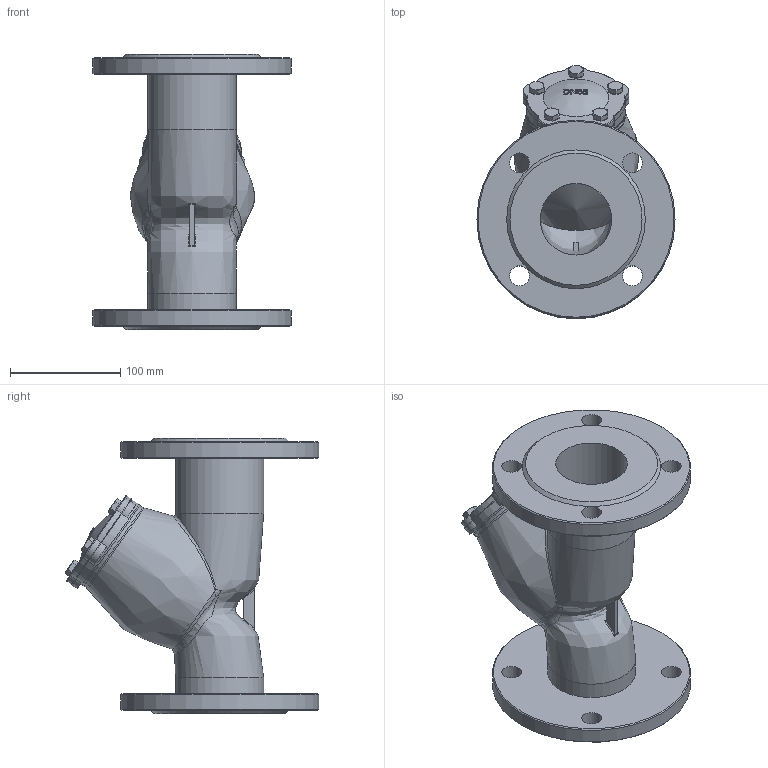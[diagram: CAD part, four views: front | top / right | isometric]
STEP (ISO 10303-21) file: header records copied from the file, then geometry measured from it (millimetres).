
FILE_DESCRIPTION(/* description */ (''),/* implementation_level */ '2;1');
FILE_NAME(/* name */ 'DN65_3D_STEP.stp',/* time_stamp */ '2023-12-14T18:51:58+03:00',/* author */ ('igorr'),/* organization */ (''),/* preprocessor_version */ 'ST-DEVELOPER v19.2',/* originating_system */ 'Autodesk Inventor 2023',/* authorisation */ '');
FILE_SCHEMA (('AUTOMOTIVE_DESIGN { 1 0 10303 214 3 1 1 }'));
Length unit declared in the file: millimetre
Products named in the file (4): Сборка; Деталь1; Деталь2; AS 1110 - M8 x 12
Assembly tree (7 placements, depth 2):
  Сборка
    Деталь1
    Деталь2
    AS 1110 - M8 x 12  x5
Bounding box: 180 x 230.2 x 250 mm (x, y, z)
Volume: 1973072.3 mm3; surface area: 260169.4 mm2
Topology: 7 solids, 7 shells, 391 faces, 971 edges, 622 vertices
Faces by surface type: plane 169, bspline 95, cone 61, cylinder 55, sphere 7, torus 4
Full cylindrical faces by diameter (mm): 8 x15, 13 x5, 18 x8, 65 x2, 80 x2, 90 x1, 180 x2
Entity records: 13563 total; most frequent: CARTESIAN_POINT 6582, ORIENTED_EDGE 1530, DIRECTION 1071, EDGE_CURVE 765, VERTEX_POINT 502, AXIS2_PLACEMENT_3D 430, EDGE_LOOP 351, B_SPLINE_CURVE_WITH_KNOTS 323
